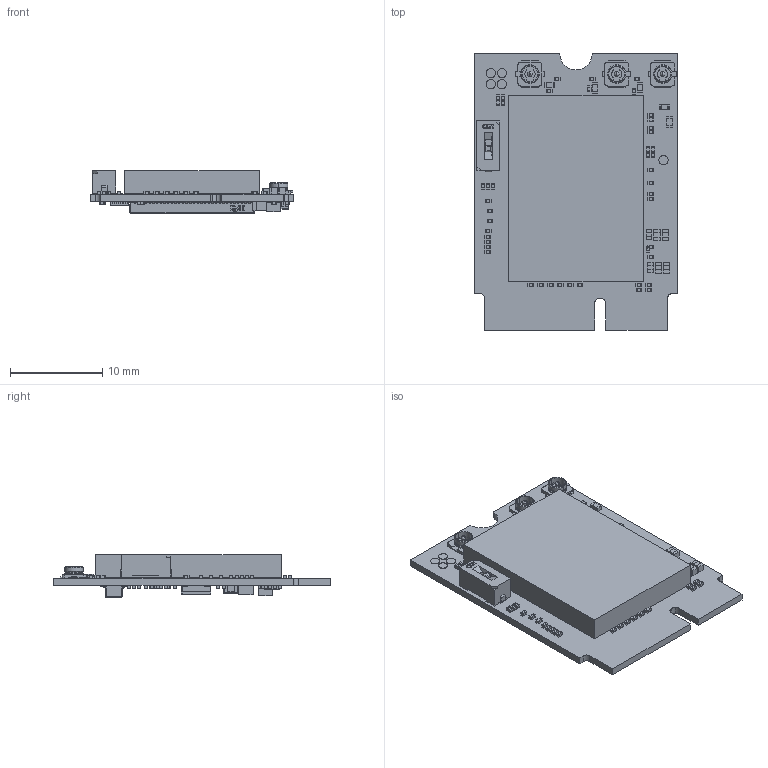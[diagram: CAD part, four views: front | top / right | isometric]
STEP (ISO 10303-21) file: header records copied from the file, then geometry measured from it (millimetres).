
FILE_DESCRIPTION(('Open CASCADE Model'),'2;1');
FILE_NAME('Open CASCADE Shape Model','2024-05-22T11:42:43',('Author'),( 'Open CASCADE'),'Open CASCADE STEP processor 7.5','Open CASCADE 7.5' ,'Unknown');
FILE_SCHEMA(('AUTOMOTIVE_DESIGN { 1 0 10303 214 1 1 1 1 }'));
Length unit declared in the file: millimetre
Products named in the file (173): PCB; Board; Open CASCADE STEP translator 7.5 1.1.1; L2; 1730378385920; Extruded; 1730378385440; R215; 1730378385040; R216; R218; R213; R217; R219; R214; R212; R211; R210; R209; R208; R207; TP203; 1730380513936; Cylinder; TP202; TP201; TP200; SW1; CHS-01A1; CHS-slider; CHS-01-J-body; R52; R51; 1730378386160; R50; R38; U100; JODY_NewFF; R48; R47 ...
Assembly tree (422 placements, depth 4):
  PCB
    Board
      Open CASCADE STEP translator 7.5 1.1.1
    L2
      1730378385920
        Extruded
      1730378385440  x2
        Extruded
    R215
      1730378385040
        Extruded
      1730378385440  x2
        Extruded
    R216
      1730378385040
        Extruded
      1730378385440  x2
        Extruded
    R218
      1730378385040
        Extruded
      1730378385440  x2
        Extruded
    R213
      1730378385040
        Extruded
      1730378385440  x2
        Extruded
    R217
      1730378385040
        Extruded
      1730378385440  x2
        Extruded
    R219
      1730378385040
        Extruded
      1730378385440  x2
        Extruded
    R214
      1730378385040
        Extruded
      1730378385440  x2
        Extruded
    R212
      1730378385440  x2
        Extruded
      1730378385040
        Extruded
    R211
      1730378385440  x2
        Extruded
      1730378385040
        Extruded
    R210
      1730378385440  x2
        Extruded
      1730378385040
        Extruded
    R209
      1730378385440  x2
Bounding box: 22 x 30 x 4.61 mm (x, y, z)
Volume: 1328 mm3; surface area: 2707.1 mm2
Topology: 379 solids, 379 shells, 3428 faces, 7886 edges, 5219 vertices
Faces by surface type: plane 2928, cylinder 404, bspline 42, cone 28, torus 12, sphere 8, revolution 6
Full cylindrical faces by diameter (mm): 0.106 x1, 1 x8
Entity records: 62639 total; most frequent: CARTESIAN_POINT 10937, DIRECTION 9795, ORIENTED_EDGE 9316, EDGE_CURVE 4658, LINE 3779, VECTOR 3779, VERTEX_POINT 3085, AXIS2_PLACEMENT_3D 3007
